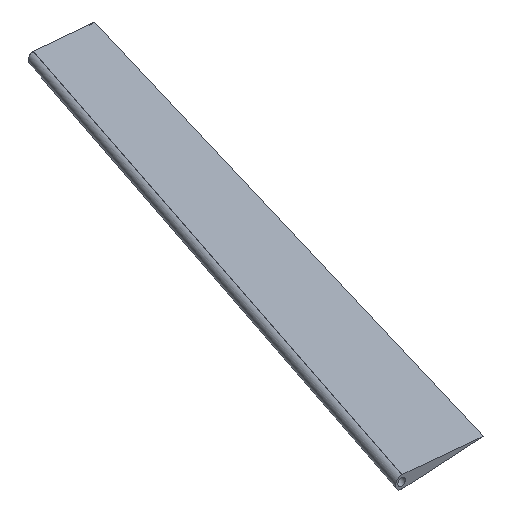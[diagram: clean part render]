
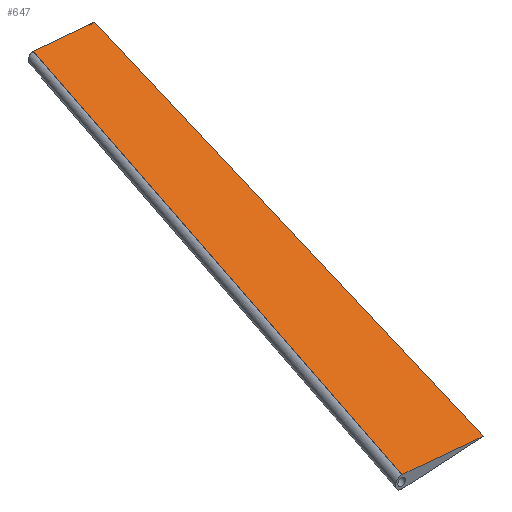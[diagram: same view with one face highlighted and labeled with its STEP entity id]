
A CAD part, isometric view. The second image highlights one B-rep face of the part: STEP entity #647.
In plain terms, the highlighted free-form (B-spline) face has degree [3, 1] with [6, 2] control points.
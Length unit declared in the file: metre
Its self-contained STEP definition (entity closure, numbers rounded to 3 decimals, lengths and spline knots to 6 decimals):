
#12 = CARTESIAN_POINT ( 'NONE',  ( 0.423015, 0.847481, 0.003937 ) ) ;
#24 = CARTESIAN_POINT ( 'NONE',  ( 0.400595, 0.847486, 0.0059 ) ) ;
#62 = CARTESIAN_POINT ( 'NONE',  ( 0.276736, 0.2455, -0.002185 ) ) ;
#68 = CARTESIAN_POINT ( 'NONE',  ( 0.291673, 0.2455, -0.003578 ) ) ;
#95 = LINE ( 'NONE', #652, #379 ) ;
#98 = EDGE_CURVE ( 'NONE', #533, #295, #929, .T. ) ;
#145 = CARTESIAN_POINT ( 'NONE',  ( 0.467855, 0.847472, 0.000009 ) ) ;
#170 = CARTESIAN_POINT ( 'NONE',  ( 0.467855, 0.847472, 0.000009 ) ) ;
#184 = B_SPLINE_CURVE_WITH_KNOTS ( 'NONE', 3,
 ( #734, #441, #892, #255 ),
 .UNSPECIFIED., .F., .F.,
 ( 4, 4 ),
 ( 0., 1. ),
 .UNSPECIFIED. ) ;
#206 = CARTESIAN_POINT ( 'NONE',  ( 0.301325, 0.546493, 0.005341 ) ) ;
#209 = VERTEX_POINT ( 'NONE', #68 ) ;
#255 = CARTESIAN_POINT ( 'NONE',  ( 0.202054, 0.2455, 0.004781 ) ) ;
#287 = ORIENTED_EDGE ( 'NONE', *, *, #615, .T. ) ;
#295 = VERTEX_POINT ( 'NONE', #912 ) ;
#368 = ORIENTED_EDGE ( 'NONE', *, *, #98, .F. ) ;
#372 = CARTESIAN_POINT ( 'NONE',  ( 0.216991, 0.2455, 0.003388 ) ) ;
#378 = CARTESIAN_POINT ( 'NONE',  ( 0.231927, 0.2455, 0.001995 ) ) ;
#379 = VECTOR ( 'NONE', #413, 1. ) ;
#392 = CARTESIAN_POINT ( 'NONE',  ( 0.202054, 0.2455, 0.004781 ) ) ;
#407 = CARTESIAN_POINT ( 'NONE',  ( 0.400595, 0.847486, 0.0059 ) ) ;
#413 = DIRECTION ( 'NONE',  ( 0.281, 0.96, 0.006 ) ) ;
#441 = CARTESIAN_POINT ( 'NONE',  ( 0.2618, 0.2455, -0.000792 ) ) ;
#449 = ORIENTED_EDGE ( 'NONE', *, *, #497, .T. ) ;
#497 = EDGE_CURVE ( 'NONE', #209, #295, #95, .T. ) ;
#533 = VERTEX_POINT ( 'NONE', #407 ) ;
#536 = CARTESIAN_POINT ( 'NONE',  ( 0.291673, 0.2455, -0.003578 ) ) ;
#547 = CARTESIAN_POINT ( 'NONE',  ( 0.400595, 0.847486, 0.0059 ) ) ;
#611 = CARTESIAN_POINT ( 'NONE',  ( 0.423015, 0.847481, 0.003937 ) ) ;
#615 = EDGE_CURVE ( 'NONE', #533, #986, #930, .T. ) ;
#647 = ADVANCED_FACE ( 'NONE', ( #773 ), #822, .F. ) ;
#652 = CARTESIAN_POINT ( 'NONE',  ( 0.379764, 0.546486, -0.001785 ) ) ;
#674 = VECTOR ( 'NONE', #916, 1. ) ;
#685 = CARTESIAN_POINT ( 'NONE',  ( 0.202054, 0.2455, 0.004781 ) ) ;
#693 = CARTESIAN_POINT ( 'NONE',  ( 0.456645, 0.847474, 0.000991 ) ) ;
#713 = EDGE_LOOP ( 'NONE', ( #853, #449, #368, #287 ) ) ;
#734 = CARTESIAN_POINT ( 'NONE',  ( 0.291673, 0.2455, -0.003578 ) ) ;
#764 = CARTESIAN_POINT ( 'NONE',  ( 0.445435, 0.847476, 0.001973 ) ) ;
#773 = FACE_OUTER_BOUND ( 'NONE', #713, .T. ) ;
#822 = B_SPLINE_SURFACE_WITH_KNOTS ( 'NONE', 3, 1, ( 
 ( #536, #145 ),
 ( #62, #693 ),
 ( #911, #764 ),
 ( #378, #611 ),
 ( #372, #998 ),
 ( #685, #547 ) ),
 .UNSPECIFIED., .F., .F., .F.,
 ( 4, 2, 4 ),
 ( 2, 2 ),
 ( 0., 0.5, 1. ),
 ( 0., 1. ),
 .UNSPECIFIED. ) ;
#853 = ORIENTED_EDGE ( 'NONE', *, *, #897, .F. ) ;
#892 = CARTESIAN_POINT ( 'NONE',  ( 0.231927, 0.2455, 0.001995 ) ) ;
#897 = EDGE_CURVE ( 'NONE', #209, #986, #184, .T. ) ;
#911 = CARTESIAN_POINT ( 'NONE',  ( 0.2618, 0.2455, -0.000792 ) ) ;
#912 = CARTESIAN_POINT ( 'NONE',  ( 0.467855, 0.847472, 0.000009 ) ) ;
#916 = DIRECTION ( 'NONE',  ( -0.313, -0.95, -0.002 ) ) ;
#929 = B_SPLINE_CURVE_WITH_KNOTS ( 'NONE', 3,
 ( #24, #12, #950, #170 ),
 .UNSPECIFIED., .F., .F.,
 ( 4, 4 ),
 ( 0., 1. ),
 .UNSPECIFIED. ) ;
#930 = LINE ( 'NONE', #206, #674 ) ;
#950 = CARTESIAN_POINT ( 'NONE',  ( 0.445435, 0.847476, 0.001973 ) ) ;
#986 = VERTEX_POINT ( 'NONE', #392 ) ;
#998 = CARTESIAN_POINT ( 'NONE',  ( 0.411805, 0.847483, 0.004918 ) ) ;
